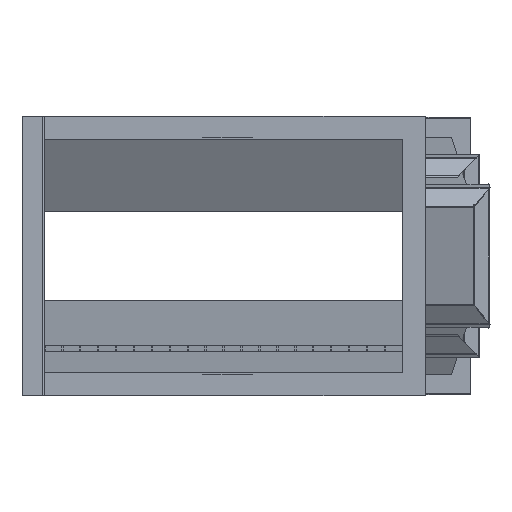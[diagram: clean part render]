
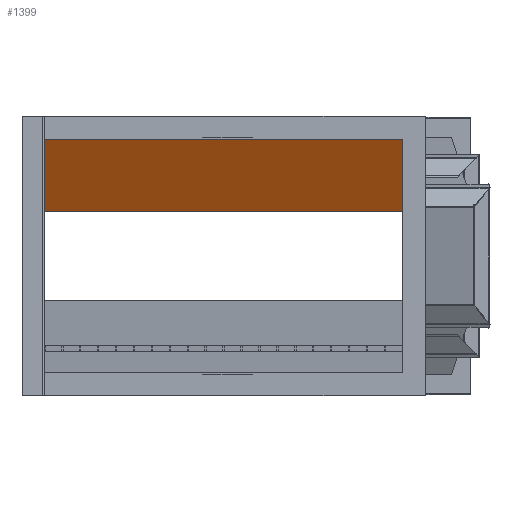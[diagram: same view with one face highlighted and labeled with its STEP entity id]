
A CAD part, left-side view. The second image highlights one B-rep face of the part: STEP entity #1399.
In plain terms, the highlighted planar face has unit normal (-0.197, 0, -0.98).
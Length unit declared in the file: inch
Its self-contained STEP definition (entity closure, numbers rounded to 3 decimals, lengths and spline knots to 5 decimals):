
#314 = DIRECTION ( 'NONE',  ( 0., 1., 0. ) ) ;
#366 = VECTOR ( 'NONE', #5238, 39.37008 ) ;
#652 = CARTESIAN_POINT ( 'NONE',  ( -6., 0., 3. ) ) ;
#881 = VERTEX_POINT ( 'NONE', #10442 ) ;
#1046 = DIRECTION ( 'NONE',  ( 0.98, 0., -0.197 ) ) ;
#1255 = ORIENTED_EDGE ( 'NONE', *, *, #11685, .F. ) ;
#1399 = ADVANCED_FACE ( 'NONE', ( #12392 ), #5829, .F. ) ;
#1633 = CARTESIAN_POINT ( 'NONE',  ( -6., 24., 3. ) ) ;
#1783 = CARTESIAN_POINT ( 'NONE',  ( -29.95895, -4.5, 7.8125 ) ) ;
#1912 = DIRECTION ( 'NONE',  ( 0., 1., 0. ) ) ;
#3015 = ORIENTED_EDGE ( 'NONE', *, *, #8001, .F. ) ;
#3169 = ORIENTED_EDGE ( 'NONE', *, *, #9189, .T. ) ;
#3324 = LINE ( 'NONE', #7378, #10162 ) ;
#4122 = CARTESIAN_POINT ( 'NONE',  ( -29.95895, 0., 7.8125 ) ) ;
#5206 = VECTOR ( 'NONE', #8431, 39.37008 ) ;
#5238 = DIRECTION ( 'NONE',  ( 0.98, 0., -0.197 ) ) ;
#5531 = AXIS2_PLACEMENT_3D ( 'NONE', #10485, #10725, #1046 ) ;
#5685 = EDGE_LOOP ( 'NONE', ( #7050, #3169, #3015, #1255 ) ) ;
#5826 = LINE ( 'NONE', #652, #5206 ) ;
#5829 = PLANE ( 'NONE',  #5531 ) ;
#5952 = VERTEX_POINT ( 'NONE', #6995 ) ;
#6299 = LINE ( 'NONE', #1783, #7638 ) ;
#6995 = CARTESIAN_POINT ( 'NONE',  ( -6., 24., 3. ) ) ;
#7050 = ORIENTED_EDGE ( 'NONE', *, *, #7814, .T. ) ;
#7378 = CARTESIAN_POINT ( 'NONE',  ( -6., -4.5, 3. ) ) ;
#7638 = VECTOR ( 'NONE', #1912, 39.37008 ) ;
#7814 = EDGE_CURVE ( 'NONE', #9653, #881, #6299, .T. ) ;
#8001 = EDGE_CURVE ( 'NONE', #9339, #5952, #3324, .T. ) ;
#8023 = CARTESIAN_POINT ( 'NONE',  ( -6., 0., 3. ) ) ;
#8431 = DIRECTION ( 'NONE',  ( 0.98, 0., -0.197 ) ) ;
#9189 = EDGE_CURVE ( 'NONE', #881, #5952, #10340, .T. ) ;
#9339 = VERTEX_POINT ( 'NONE', #8023 ) ;
#9653 = VERTEX_POINT ( 'NONE', #4122 ) ;
#10162 = VECTOR ( 'NONE', #314, 39.37008 ) ;
#10340 = LINE ( 'NONE', #1633, #366 ) ;
#10442 = CARTESIAN_POINT ( 'NONE',  ( -29.95895, 24., 7.8125 ) ) ;
#10485 = CARTESIAN_POINT ( 'NONE',  ( -6., -4.5, 3. ) ) ;
#10725 = DIRECTION ( 'NONE',  ( 0.197, 0., 0.98 ) ) ;
#11685 = EDGE_CURVE ( 'NONE', #9653, #9339, #5826, .T. ) ;
#12392 = FACE_OUTER_BOUND ( 'NONE', #5685, .T. ) ;
